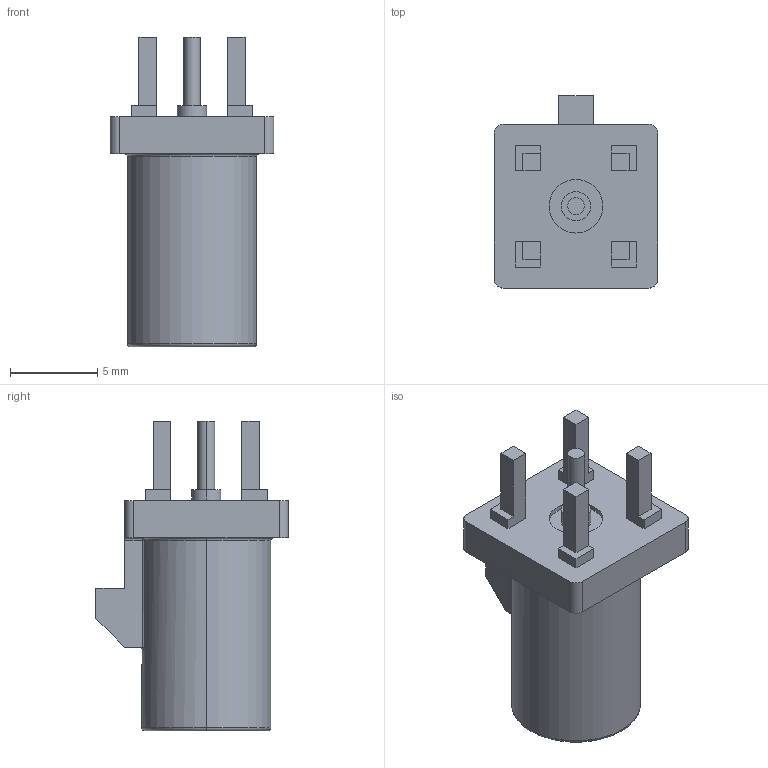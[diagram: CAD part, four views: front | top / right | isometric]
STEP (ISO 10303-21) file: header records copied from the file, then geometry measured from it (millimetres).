
FILE_DESCRIPTION (( 'STEP AP214' ), '1' );
FILE_NAME ('PE44649Z.STEP', '2017-06-23T23:14:07', ( '' ), ( '' ), 'SwSTEP 2.0', 'SolidWorks 2014', '' );
FILE_SCHEMA (( 'AUTOMOTIVE_DESIGN' ));
Length unit declared in the file: inch
Products named in the file (1): PE44649Z
Bounding box: 9.4 x 11.05 x 17.78 mm (x, y, z)
Volume: 496.5 mm3; surface area: 865.3 mm2
Topology: 1 solids, 1 shells, 89 faces, 212 edges, 135 vertices
Faces by surface type: plane 51, cylinder 22, torus 12, bspline 2, sphere 2
Entity records: 3249 total; most frequent: CARTESIAN_POINT 483, DIRECTION 449, ORIENTED_EDGE 424, EDGE_CURVE 212, AXIS2_PLACEMENT_3D 156, LINE 137, VECTOR 137, VERTEX_POINT 135
